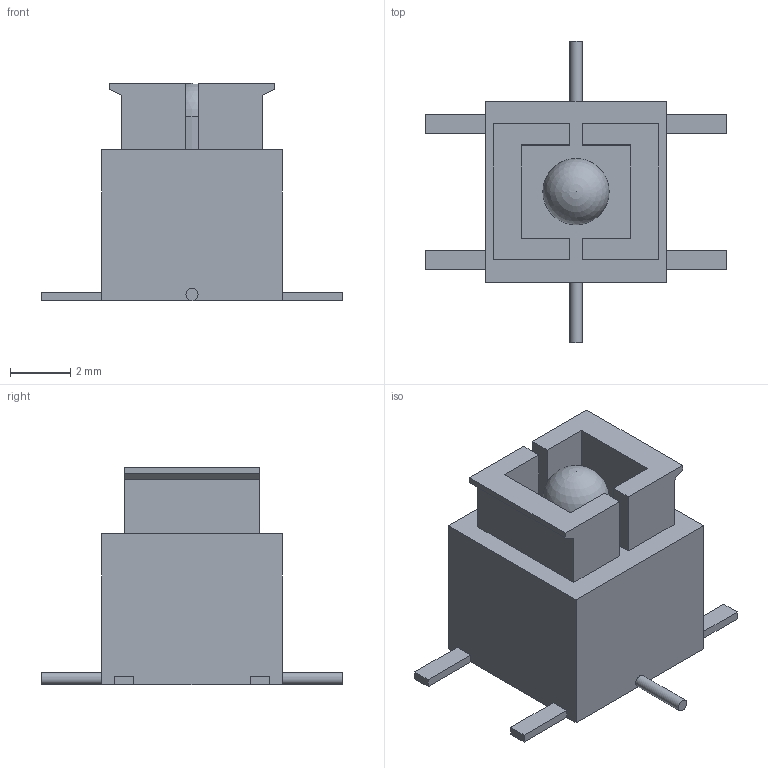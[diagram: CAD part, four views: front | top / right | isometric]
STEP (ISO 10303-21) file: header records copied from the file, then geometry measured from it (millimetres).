
FILE_DESCRIPTION(/* description */ (''),/* implementation_level */ '2;1');
FILE_NAME(/* name */ '6x6 LED button SMD.step',/* time_stamp */ '2022-12-07T15:00:41-08:00',/* author */ (''),/* organization */ (''),/* preprocessor_version */ 'ST-DEVELOPER v19.2',/* originating_system */ 'Autodesk Translation Framework v11.17.0.187',/* authorisation */ '');
FILE_SCHEMA (('AUTOMOTIVE_DESIGN { 1 0 10303 214 3 1 1 }'));
Length unit declared in the file: millimetre
Products named in the file (1): 6x6 LED button SMD
Bounding box: 10 x 10 x 7.2 mm (x, y, z)
Volume: 210.7 mm3; surface area: 330.3 mm2
Topology: 10 solids, 10 shells, 63 faces, 132 edges, 88 vertices
Faces by surface type: plane 59, cylinder 3, sphere 1
Full cylindrical faces by diameter (mm): 0.4 x2, 2.2 x1
Entity records: 1694 total; most frequent: CARTESIAN_POINT 283, DIRECTION 267, ORIENTED_EDGE 262, EDGE_CURVE 131, LINE 123, VECTOR 123, VERTEX_POINT 88, AXIS2_PLACEMENT_3D 72
